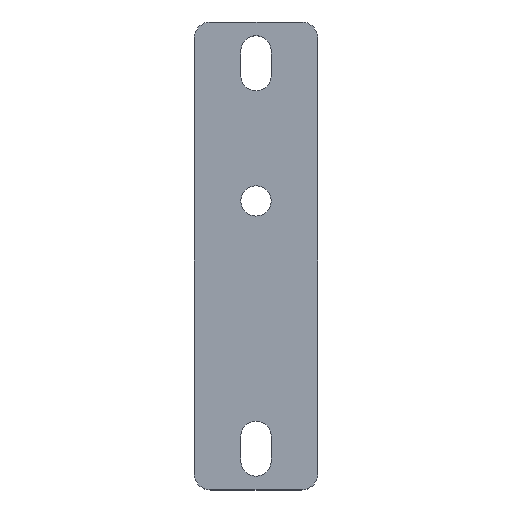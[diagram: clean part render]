
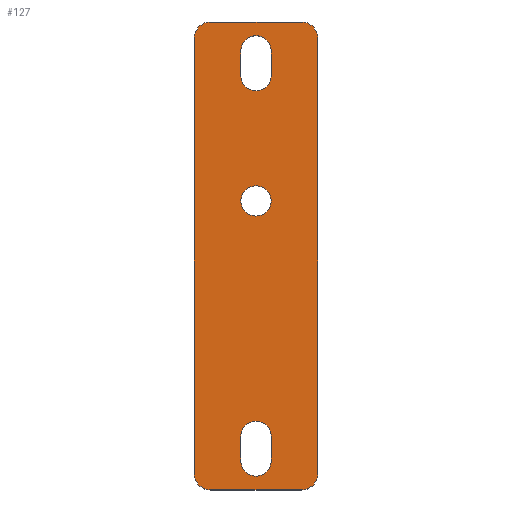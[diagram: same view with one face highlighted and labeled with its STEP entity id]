
A CAD part, top view. The second image highlights one B-rep face of the part: STEP entity #127.
In plain terms, the highlighted planar face has unit normal (0, 0, 1).
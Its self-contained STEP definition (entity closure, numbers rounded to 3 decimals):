
#20 = VERTEX_POINT ( 'NONE', #637 ) ;
#55 = AXIS2_PLACEMENT_3D ( 'NONE', #1810, #3987, #2115 ) ;
#70 = EDGE_CURVE ( 'NONE', #3638, #3664, #304, .T. ) ;
#113 = EDGE_CURVE ( 'NONE', #3450, #2008, #1871, .T. ) ;
#116 = FACE_BOUND ( 'NONE', #2752, .T. ) ;
#127 = ADVANCED_FACE ( 'NONE', ( #116, #944, #2611, #3348 ), #3361, .T. ) ;
#218 = VECTOR ( 'NONE', #3065, 1000. ) ;
#278 = DIRECTION ( 'NONE',  ( 0., 0., 1. ) ) ;
#304 = CIRCLE ( 'NONE', #55, 5.5 ) ;
#306 = CARTESIAN_POINT ( 'NONE',  ( 0., 20., 4. ) ) ;
#353 = DIRECTION ( 'NONE',  ( -1., 0., 0. ) ) ;
#368 = EDGE_CURVE ( 'NONE', #1353, #20, #3898, .T. ) ;
#383 = CARTESIAN_POINT ( 'NONE',  ( -5.5, -65.5, 4. ) ) ;
#398 = VERTEX_POINT ( 'NONE', #2892 ) ;
#410 = CIRCLE ( 'NONE', #922, 5.5 ) ;
#479 = ORIENTED_EDGE ( 'NONE', *, *, #2057, .T. ) ;
#531 = ORIENTED_EDGE ( 'NONE', *, *, #3518, .F. ) ;
#546 = EDGE_LOOP ( 'NONE', ( #2881, #3714, #531, #1481 ) ) ;
#617 = DIRECTION ( 'NONE',  ( 1., 0., 0. ) ) ;
#637 = CARTESIAN_POINT ( 'NONE',  ( 16.5, 85., 4. ) ) ;
#659 = LINE ( 'NONE', #2799, #758 ) ;
#662 = CARTESIAN_POINT ( 'NONE',  ( -5.5, 74.5, 4. ) ) ;
#668 = DIRECTION ( 'NONE',  ( 0., -1., 0. ) ) ;
#673 = AXIS2_PLACEMENT_3D ( 'NONE', #1514, #1818, #4001 ) ;
#695 = CARTESIAN_POINT ( 'NONE',  ( 16.5, 79., 4. ) ) ;
#708 = VECTOR ( 'NONE', #853, 1000. ) ;
#736 = VERTEX_POINT ( 'NONE', #1679 ) ;
#741 = CIRCLE ( 'NONE', #1946, 6. ) ;
#748 = CARTESIAN_POINT ( 'NONE',  ( 5.5, 74.5, 4. ) ) ;
#758 = VECTOR ( 'NONE', #668, 1000. ) ;
#803 = EDGE_LOOP ( 'NONE', ( #2592, #1020, #3517, #3613, #2051, #479, #2987, #3811 ) ) ;
#853 = DIRECTION ( 'NONE',  ( 0., 1., 0. ) ) ;
#862 = CIRCLE ( 'NONE', #2391, 6. ) ;
#910 = LINE ( 'NONE', #3353, #708 ) ;
#922 = AXIS2_PLACEMENT_3D ( 'NONE', #3711, #1845, #4030 ) ;
#926 = ORIENTED_EDGE ( 'NONE', *, *, #3009, .F. ) ;
#940 = VERTEX_POINT ( 'NONE', #1789 ) ;
#944 = FACE_BOUND ( 'NONE', #546, .T. ) ;
#995 = CARTESIAN_POINT ( 'NONE',  ( -16.5, -79., 4. ) ) ;
#1007 = EDGE_CURVE ( 'NONE', #2017, #2910, #2417, .T. ) ;
#1012 = DIRECTION ( 'NONE',  ( 1., 0., 0. ) ) ;
#1020 = ORIENTED_EDGE ( 'NONE', *, *, #1035, .T. ) ;
#1033 = DIRECTION ( 'NONE',  ( 0., 0., 1. ) ) ;
#1035 = EDGE_CURVE ( 'NONE', #3463, #3295, #1594, .T. ) ;
#1059 = CARTESIAN_POINT ( 'NONE',  ( 0., 74.5, 4. ) ) ;
#1085 = EDGE_CURVE ( 'NONE', #940, #736, #1501, .T. ) ;
#1208 = DIRECTION ( 'NONE',  ( 0., -1., 0. ) ) ;
#1224 = VERTEX_POINT ( 'NONE', #662 ) ;
#1259 = CIRCLE ( 'NONE', #3549, 5.5 ) ;
#1265 = CARTESIAN_POINT ( 'NONE',  ( 5.5, 65.5, 4. ) ) ;
#1318 = DIRECTION ( 'NONE',  ( 1., 0., 0. ) ) ;
#1333 = CARTESIAN_POINT ( 'NONE',  ( -22.5, -79., 4. ) ) ;
#1348 = DIRECTION ( 'NONE',  ( 1., 0., 0. ) ) ;
#1353 = VERTEX_POINT ( 'NONE', #1661 ) ;
#1356 = AXIS2_PLACEMENT_3D ( 'NONE', #306, #2499, #617 ) ;
#1384 = DIRECTION ( 'NONE',  ( 1., 0., 0. ) ) ;
#1417 = EDGE_CURVE ( 'NONE', #3664, #398, #3099, .T. ) ;
#1481 = ORIENTED_EDGE ( 'NONE', *, *, #1085, .F. ) ;
#1501 = LINE ( 'NONE', #2757, #3880 ) ;
#1510 = EDGE_LOOP ( 'NONE', ( #1576, #2395, #2491, #926 ) ) ;
#1514 = CARTESIAN_POINT ( 'NONE',  ( 0., 0., 4. ) ) ;
#1528 = CARTESIAN_POINT ( 'NONE',  ( -5.5, -74.5, 4. ) ) ;
#1544 = VECTOR ( 'NONE', #2936, 1000. ) ;
#1545 = DIRECTION ( 'NONE',  ( 0., 0., 1. ) ) ;
#1575 = VERTEX_POINT ( 'NONE', #3504 ) ;
#1576 = ORIENTED_EDGE ( 'NONE', *, *, #2739, .F. ) ;
#1594 = CIRCLE ( 'NONE', #3118, 6. ) ;
#1598 = LINE ( 'NONE', #2547, #2517 ) ;
#1661 = CARTESIAN_POINT ( 'NONE',  ( 22.5, 79., 4. ) ) ;
#1679 = CARTESIAN_POINT ( 'NONE',  ( 5.5, -65.5, 4. ) ) ;
#1696 = CIRCLE ( 'NONE', #3171, 5.5 ) ;
#1767 = VERTEX_POINT ( 'NONE', #3273 ) ;
#1789 = CARTESIAN_POINT ( 'NONE',  ( 5.5, -74.5, 4. ) ) ;
#1810 = CARTESIAN_POINT ( 'NONE',  ( 0., 65.5, 4. ) ) ;
#1818 = DIRECTION ( 'NONE',  ( 0., 0., 1. ) ) ;
#1845 = DIRECTION ( 'NONE',  ( 0., 0., 1. ) ) ;
#1871 = LINE ( 'NONE', #2741, #218 ) ;
#1946 = AXIS2_PLACEMENT_3D ( 'NONE', #2904, #1033, #3222 ) ;
#2008 = VERTEX_POINT ( 'NONE', #1333 ) ;
#2017 = VERTEX_POINT ( 'NONE', #383 ) ;
#2031 = EDGE_CURVE ( 'NONE', #1767, #3463, #2946, .T. ) ;
#2051 = ORIENTED_EDGE ( 'NONE', *, *, #4038, .T. ) ;
#2057 = EDGE_CURVE ( 'NONE', #1575, #3450, #741, .T. ) ;
#2115 = DIRECTION ( 'NONE',  ( 1., 0., 0. ) ) ;
#2118 = VECTOR ( 'NONE', #1348, 1000. ) ;
#2150 = CARTESIAN_POINT ( 'NONE',  ( 16.5, -79., 4. ) ) ;
#2298 = CARTESIAN_POINT ( 'NONE',  ( 5.5, 20., 4. ) ) ;
#2391 = AXIS2_PLACEMENT_3D ( 'NONE', #995, #3179, #1318 ) ;
#2395 = ORIENTED_EDGE ( 'NONE', *, *, #1417, .F. ) ;
#2417 = LINE ( 'NONE', #1528, #3247 ) ;
#2436 = CARTESIAN_POINT ( 'NONE',  ( -22.5, 79., 4. ) ) ;
#2472 = DIRECTION ( 'NONE',  ( 1., 0., 0. ) ) ;
#2491 = ORIENTED_EDGE ( 'NONE', *, *, #70, .F. ) ;
#2499 = DIRECTION ( 'NONE',  ( 0., 0., 1. ) ) ;
#2517 = VECTOR ( 'NONE', #353, 1000. ) ;
#2547 = CARTESIAN_POINT ( 'NONE',  ( -22.5, 85., 4. ) ) ;
#2578 = CARTESIAN_POINT ( 'NONE',  ( -22.5, -85., 4. ) ) ;
#2592 = ORIENTED_EDGE ( 'NONE', *, *, #2031, .T. ) ;
#2611 = FACE_BOUND ( 'NONE', #1510, .T. ) ;
#2739 = EDGE_CURVE ( 'NONE', #398, #1224, #1259, .T. ) ;
#2741 = CARTESIAN_POINT ( 'NONE',  ( -22.5, 85., 4. ) ) ;
#2752 = EDGE_LOOP ( 'NONE', ( #2896 ) ) ;
#2757 = CARTESIAN_POINT ( 'NONE',  ( 5.5, -74.5, 4. ) ) ;
#2799 = CARTESIAN_POINT ( 'NONE',  ( -5.5, 74.5, 4. ) ) ;
#2875 = DIRECTION ( 'NONE',  ( 0., 0., 1. ) ) ;
#2881 = ORIENTED_EDGE ( 'NONE', *, *, #2978, .F. ) ;
#2892 = CARTESIAN_POINT ( 'NONE',  ( 5.5, 74.5, 4. ) ) ;
#2896 = ORIENTED_EDGE ( 'NONE', *, *, #3627, .F. ) ;
#2904 = CARTESIAN_POINT ( 'NONE',  ( -16.5, 79., 4. ) ) ;
#2910 = VERTEX_POINT ( 'NONE', #3048 ) ;
#2936 = DIRECTION ( 'NONE',  ( 0., 1., 0. ) ) ;
#2946 = LINE ( 'NONE', #2578, #2118 ) ;
#2978 = EDGE_CURVE ( 'NONE', #2910, #940, #1696, .T. ) ;
#2987 = ORIENTED_EDGE ( 'NONE', *, *, #113, .T. ) ;
#3002 = CARTESIAN_POINT ( 'NONE',  ( 22.5, -79., 4. ) ) ;
#3009 = EDGE_CURVE ( 'NONE', #1224, #3638, #659, .T. ) ;
#3048 = CARTESIAN_POINT ( 'NONE',  ( -5.5, -74.5, 4. ) ) ;
#3065 = DIRECTION ( 'NONE',  ( 0., -1., 0. ) ) ;
#3099 = LINE ( 'NONE', #748, #1544 ) ;
#3118 = AXIS2_PLACEMENT_3D ( 'NONE', #2150, #278, #2472 ) ;
#3171 = AXIS2_PLACEMENT_3D ( 'NONE', #3408, #1545, #3715 ) ;
#3179 = DIRECTION ( 'NONE',  ( 0., 0., 1. ) ) ;
#3222 = DIRECTION ( 'NONE',  ( 1., 0., 0. ) ) ;
#3244 = DIRECTION ( 'NONE',  ( 0., 0., 1. ) ) ;
#3247 = VECTOR ( 'NONE', #1208, 1000. ) ;
#3273 = CARTESIAN_POINT ( 'NONE',  ( -16.5, -85., 4. ) ) ;
#3295 = VERTEX_POINT ( 'NONE', #3002 ) ;
#3348 = FACE_OUTER_BOUND ( 'NONE', #803, .T. ) ;
#3353 = CARTESIAN_POINT ( 'NONE',  ( 22.5, 85., 4. ) ) ;
#3361 = PLANE ( 'NONE',  #673 ) ;
#3393 = EDGE_CURVE ( 'NONE', #3295, #1353, #910, .T. ) ;
#3407 = AXIS2_PLACEMENT_3D ( 'NONE', #695, #2875, #1012 ) ;
#3408 = CARTESIAN_POINT ( 'NONE',  ( 0., -74.5, 4. ) ) ;
#3444 = CARTESIAN_POINT ( 'NONE',  ( -5.5, 65.5, 4. ) ) ;
#3449 = CIRCLE ( 'NONE', #1356, 5.5 ) ;
#3450 = VERTEX_POINT ( 'NONE', #2436 ) ;
#3463 = VERTEX_POINT ( 'NONE', #4006 ) ;
#3504 = CARTESIAN_POINT ( 'NONE',  ( -16.5, 85., 4. ) ) ;
#3517 = ORIENTED_EDGE ( 'NONE', *, *, #3393, .T. ) ;
#3518 = EDGE_CURVE ( 'NONE', #736, #2017, #410, .T. ) ;
#3549 = AXIS2_PLACEMENT_3D ( 'NONE', #1059, #3244, #1384 ) ;
#3613 = ORIENTED_EDGE ( 'NONE', *, *, #368, .T. ) ;
#3627 = EDGE_CURVE ( 'NONE', #3786, #3786, #3449, .T. ) ;
#3638 = VERTEX_POINT ( 'NONE', #3444 ) ;
#3664 = VERTEX_POINT ( 'NONE', #1265 ) ;
#3711 = CARTESIAN_POINT ( 'NONE',  ( 0., -65.5, 4. ) ) ;
#3714 = ORIENTED_EDGE ( 'NONE', *, *, #1007, .F. ) ;
#3715 = DIRECTION ( 'NONE',  ( -1., 0., 0. ) ) ;
#3727 = EDGE_CURVE ( 'NONE', #2008, #1767, #862, .T. ) ;
#3786 = VERTEX_POINT ( 'NONE', #2298 ) ;
#3811 = ORIENTED_EDGE ( 'NONE', *, *, #3727, .T. ) ;
#3880 = VECTOR ( 'NONE', #4043, 1000. ) ;
#3898 = CIRCLE ( 'NONE', #3407, 6. ) ;
#3987 = DIRECTION ( 'NONE',  ( 0., 0., 1. ) ) ;
#4001 = DIRECTION ( 'NONE',  ( 1., 0., 0. ) ) ;
#4006 = CARTESIAN_POINT ( 'NONE',  ( 16.5, -85., 4. ) ) ;
#4030 = DIRECTION ( 'NONE',  ( -1., 0., 0. ) ) ;
#4038 = EDGE_CURVE ( 'NONE', #20, #1575, #1598, .T. ) ;
#4043 = DIRECTION ( 'NONE',  ( 0., 1., 0. ) ) ;
